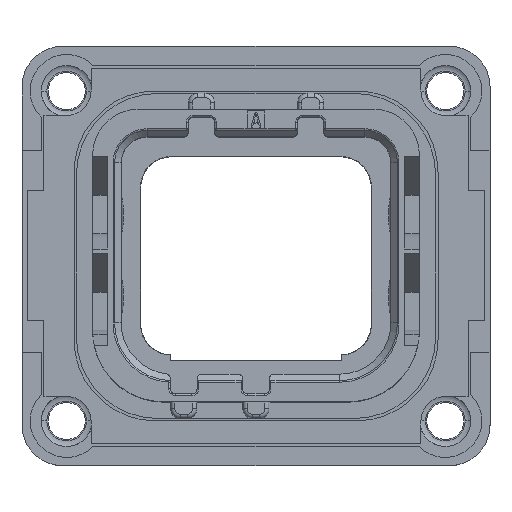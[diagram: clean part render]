
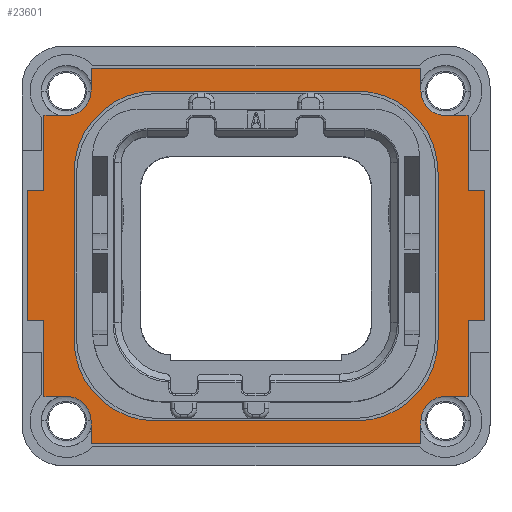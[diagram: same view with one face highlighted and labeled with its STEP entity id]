
A CAD part, top view. The second image highlights one B-rep face of the part: STEP entity #23601.
In plain terms, the highlighted planar face has unit normal (0, 0, 1).
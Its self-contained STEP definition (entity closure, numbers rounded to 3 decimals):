
#1115=DIRECTION('',(0.,-1.,0.));
#1116=VECTOR('',#1115,4.65);
#1117=CARTESIAN_POINT('',(-13.05,-4.,2.31));
#1118=LINE('',#1117,#1116);
#1119=DIRECTION('',(1.,0.,0.));
#1120=VECTOR('',#1119,1.);
#1121=CARTESIAN_POINT('',(-14.05,-4.,2.31));
#1122=LINE('',#1121,#1120);
#1123=DIRECTION('',(0.,-1.,0.));
#1124=VECTOR('',#1123,8.);
#1125=CARTESIAN_POINT('',(-14.05,4.,2.31));
#1126=LINE('',#1125,#1124);
#1127=DIRECTION('',(-1.,0.,0.));
#1128=VECTOR('',#1127,1.);
#1129=CARTESIAN_POINT('',(-13.05,4.,2.31));
#1130=LINE('',#1129,#1128);
#1131=DIRECTION('',(0.,-1.,0.));
#1132=VECTOR('',#1131,4.65);
#1133=CARTESIAN_POINT('',(-13.05,8.65,2.31));
#1134=LINE('',#1133,#1132);
#1135=DIRECTION('',(1.,0.,0.));
#1136=VECTOR('',#1135,1.4);
#1137=CARTESIAN_POINT('',(-13.05,8.65,2.31));
#1138=LINE('',#1137,#1136);
#1139=CARTESIAN_POINT('',(-11.65,10.15,2.31));
#1140=DIRECTION('',(0.,0.,1.));
#1141=DIRECTION('',(0.,-1.,0.));
#1142=AXIS2_PLACEMENT_3D('',#1139,#1140,#1141);
#1144=DIRECTION('',(0.,-1.,0.));
#1145=VECTOR('',#1144,1.4);
#1146=CARTESIAN_POINT('',(-10.15,11.55,2.31));
#1147=LINE('',#1146,#1145);
#1148=DIRECTION('',(-1.,0.,0.));
#1149=VECTOR('',#1148,20.3);
#1150=CARTESIAN_POINT('',(10.15,11.55,2.31));
#1151=LINE('',#1150,#1149);
#1152=DIRECTION('',(0.,-1.,0.));
#1153=VECTOR('',#1152,1.4);
#1154=CARTESIAN_POINT('',(10.15,11.55,2.31));
#1155=LINE('',#1154,#1153);
#1156=CARTESIAN_POINT('',(11.65,10.15,2.31));
#1157=DIRECTION('',(0.,0.,1.));
#1158=DIRECTION('',(-1.,0.,0.));
#1159=AXIS2_PLACEMENT_3D('',#1156,#1157,#1158);
#1161=DIRECTION('',(-1.,0.,0.));
#1162=VECTOR('',#1161,1.4);
#1163=CARTESIAN_POINT('',(13.05,8.65,2.31));
#1164=LINE('',#1163,#1162);
#1165=DIRECTION('',(0.,1.,0.));
#1166=VECTOR('',#1165,4.65);
#1167=CARTESIAN_POINT('',(13.05,4.,2.31));
#1168=LINE('',#1167,#1166);
#1169=DIRECTION('',(-1.,0.,0.));
#1170=VECTOR('',#1169,1.);
#1171=CARTESIAN_POINT('',(14.05,4.,2.31));
#1172=LINE('',#1171,#1170);
#1173=DIRECTION('',(0.,1.,0.));
#1174=VECTOR('',#1173,8.);
#1175=CARTESIAN_POINT('',(14.05,-4.,2.31));
#1176=LINE('',#1175,#1174);
#1177=DIRECTION('',(1.,0.,0.));
#1178=VECTOR('',#1177,1.);
#1179=CARTESIAN_POINT('',(13.05,-4.,2.31));
#1180=LINE('',#1179,#1178);
#1181=DIRECTION('',(0.,1.,0.));
#1182=VECTOR('',#1181,4.65);
#1183=CARTESIAN_POINT('',(13.05,-8.65,2.31));
#1184=LINE('',#1183,#1182);
#1185=DIRECTION('',(-1.,0.,0.));
#1186=VECTOR('',#1185,1.4);
#1187=CARTESIAN_POINT('',(13.05,-8.65,2.31));
#1188=LINE('',#1187,#1186);
#1189=CARTESIAN_POINT('',(11.65,-10.15,2.31));
#1190=DIRECTION('',(0.,0.,1.));
#1191=DIRECTION('',(0.,1.,0.));
#1192=AXIS2_PLACEMENT_3D('',#1189,#1190,#1191);
#1194=DIRECTION('',(0.,1.,0.));
#1195=VECTOR('',#1194,1.4);
#1196=CARTESIAN_POINT('',(10.15,-11.55,2.31));
#1197=LINE('',#1196,#1195);
#1198=DIRECTION('',(1.,0.,0.));
#1199=VECTOR('',#1198,20.3);
#1200=CARTESIAN_POINT('',(-10.15,-11.55,2.31));
#1201=LINE('',#1200,#1199);
#1202=DIRECTION('',(0.,1.,0.));
#1203=VECTOR('',#1202,1.4);
#1204=CARTESIAN_POINT('',(-10.15,-11.55,2.31));
#1205=LINE('',#1204,#1203);
#1206=CARTESIAN_POINT('',(-11.65,-10.15,2.31));
#1207=DIRECTION('',(0.,0.,1.));
#1208=DIRECTION('',(1.,0.,0.));
#1209=AXIS2_PLACEMENT_3D('',#1206,#1207,#1208);
#1211=DIRECTION('',(1.,0.,0.));
#1212=VECTOR('',#1211,1.4);
#1213=CARTESIAN_POINT('',(-13.05,-8.65,2.31));
#1214=LINE('',#1213,#1212);
#1215=DIRECTION('',(0.,-1.,0.));
#1216=VECTOR('',#1215,10.3);
#1217=CARTESIAN_POINT('',(11.2,5.15,2.31));
#1218=LINE('',#1217,#1216);
#1219=DIRECTION('',(1.,0.,0.));
#1220=VECTOR('',#1219,12.4);
#1221=CARTESIAN_POINT('',(-6.2,10.15,2.31));
#1222=LINE('',#1221,#1220);
#1223=DIRECTION('',(0.,1.,0.));
#1224=VECTOR('',#1223,10.3);
#1225=CARTESIAN_POINT('',(-11.2,-5.15,2.31));
#1226=LINE('',#1225,#1224);
#1227=DIRECTION('',(-1.,0.,0.));
#1228=VECTOR('',#1227,12.4);
#1229=CARTESIAN_POINT('',(6.2,-10.15,2.31));
#1230=LINE('',#1229,#1228);
#1335=CARTESIAN_POINT('',(-6.2,-5.15,2.31));
#1336=DIRECTION('',(0.,0.,-1.));
#1337=DIRECTION('',(0.,-1.,0.));
#1338=AXIS2_PLACEMENT_3D('',#1335,#1336,#1337);
#1348=CARTESIAN_POINT('',(6.2,-5.15,2.31));
#1349=DIRECTION('',(0.,0.,-1.));
#1350=DIRECTION('',(1.,0.,0.));
#1351=AXIS2_PLACEMENT_3D('',#1348,#1349,#1350);
#1353=CARTESIAN_POINT('',(-6.2,5.15,2.31));
#1354=DIRECTION('',(0.,0.,-1.));
#1355=DIRECTION('',(-1.,0.,0.));
#1356=AXIS2_PLACEMENT_3D('',#1353,#1354,#1355);
#1366=CARTESIAN_POINT('',(6.2,5.15,2.31));
#1367=DIRECTION('',(0.,0.,-1.));
#1368=DIRECTION('',(0.,1.,0.));
#1369=AXIS2_PLACEMENT_3D('',#1366,#1367,#1368);
#21465=CARTESIAN_POINT('',(-11.2,-5.15,2.31));
#21466=CARTESIAN_POINT('',(-11.2,5.15,2.31));
#21467=VERTEX_POINT('',#21465);
#21468=VERTEX_POINT('',#21466);
#21469=CARTESIAN_POINT('',(-6.2,10.15,2.31));
#21470=CARTESIAN_POINT('',(6.2,10.15,2.31));
#21471=VERTEX_POINT('',#21469);
#21472=VERTEX_POINT('',#21470);
#21473=CARTESIAN_POINT('',(11.2,5.15,2.31));
#21474=CARTESIAN_POINT('',(11.2,-5.15,2.31));
#21475=VERTEX_POINT('',#21473);
#21476=VERTEX_POINT('',#21474);
#21477=CARTESIAN_POINT('',(6.2,-10.15,2.31));
#21478=CARTESIAN_POINT('',(-6.2,-10.15,2.31));
#21479=VERTEX_POINT('',#21477);
#21480=VERTEX_POINT('',#21478);
#21497=CARTESIAN_POINT('',(10.15,10.15,2.31));
#21498=CARTESIAN_POINT('',(11.65,8.65,2.31));
#21499=VERTEX_POINT('',#21497);
#21500=VERTEX_POINT('',#21498);
#21501=CARTESIAN_POINT('',(13.05,8.65,2.31));
#21502=VERTEX_POINT('',#21501);
#21503=CARTESIAN_POINT('',(10.15,11.55,2.31));
#21504=VERTEX_POINT('',#21503);
#21505=CARTESIAN_POINT('',(11.65,-8.65,2.31));
#21506=CARTESIAN_POINT('',(10.15,-10.15,2.31));
#21507=VERTEX_POINT('',#21505);
#21508=VERTEX_POINT('',#21506);
#21509=CARTESIAN_POINT('',(10.15,-11.55,2.31));
#21510=VERTEX_POINT('',#21509);
#21511=CARTESIAN_POINT('',(13.05,-8.65,2.31));
#21512=VERTEX_POINT('',#21511);
#21513=CARTESIAN_POINT('',(-10.15,-10.15,2.31));
#21514=CARTESIAN_POINT('',(-11.65,-8.65,2.31));
#21515=VERTEX_POINT('',#21513);
#21516=VERTEX_POINT('',#21514);
#21517=CARTESIAN_POINT('',(-13.05,-8.65,2.31));
#21518=VERTEX_POINT('',#21517);
#21519=CARTESIAN_POINT('',(-10.15,-11.55,2.31));
#21520=VERTEX_POINT('',#21519);
#21521=CARTESIAN_POINT('',(-10.15,11.55,2.31));
#21522=CARTESIAN_POINT('',(-10.15,10.15,2.31));
#21523=VERTEX_POINT('',#21521);
#21524=VERTEX_POINT('',#21522);
#21525=CARTESIAN_POINT('',(-13.05,8.65,2.31));
#21526=CARTESIAN_POINT('',(-11.65,8.65,2.31));
#21527=VERTEX_POINT('',#21525);
#21528=VERTEX_POINT('',#21526);
#21529=CARTESIAN_POINT('',(14.05,-4.,2.31));
#21530=CARTESIAN_POINT('',(14.05,4.,2.31));
#21531=VERTEX_POINT('',#21529);
#21532=VERTEX_POINT('',#21530);
#21533=CARTESIAN_POINT('',(-14.05,4.,2.31));
#21534=CARTESIAN_POINT('',(-14.05,-4.,2.31));
#21535=VERTEX_POINT('',#21533);
#21536=VERTEX_POINT('',#21534);
#21537=CARTESIAN_POINT('',(13.05,-4.,2.31));
#21538=VERTEX_POINT('',#21537);
#21539=CARTESIAN_POINT('',(13.05,4.,2.31));
#21540=VERTEX_POINT('',#21539);
#21541=CARTESIAN_POINT('',(-13.05,4.,2.31));
#21542=VERTEX_POINT('',#21541);
#21543=CARTESIAN_POINT('',(-13.05,-4.,2.31));
#21544=VERTEX_POINT('',#21543);
#23548=CARTESIAN_POINT('',(0.,0.,2.31));
#23549=DIRECTION('',(0.,0.,1.));
#23550=DIRECTION('',(1.,0.,0.));
#23551=AXIS2_PLACEMENT_3D('',#23548,#23549,#23550);
#23552=PLANE('',#23551);
#23553=ORIENTED_EDGE('',*,*,#23172,.F.);
#23554=ORIENTED_EDGE('',*,*,#23186,.F.);
#23555=ORIENTED_EDGE('',*,*,#23200,.F.);
#23556=ORIENTED_EDGE('',*,*,#23214,.F.);
#23557=ORIENTED_EDGE('',*,*,#23228,.F.);
#23558=ORIENTED_EDGE('',*,*,#23244,.T.);
#23560=ORIENTED_EDGE('',*,*,#23559,.T.);
#23561=ORIENTED_EDGE('',*,*,#23303,.F.);
#23562=ORIENTED_EDGE('',*,*,#23319,.F.);
#23563=ORIENTED_EDGE('',*,*,#23335,.T.);
#23565=ORIENTED_EDGE('',*,*,#23564,.T.);
#23566=ORIENTED_EDGE('',*,*,#23394,.F.);
#23567=ORIENTED_EDGE('',*,*,#23410,.F.);
#23568=ORIENTED_EDGE('',*,*,#23424,.F.);
#23569=ORIENTED_EDGE('',*,*,#23438,.F.);
#23570=ORIENTED_EDGE('',*,*,#23452,.F.);
#23571=ORIENTED_EDGE('',*,*,#23466,.F.);
#23572=ORIENTED_EDGE('',*,*,#23482,.T.);
#23574=ORIENTED_EDGE('',*,*,#23573,.T.);
#23575=ORIENTED_EDGE('',*,*,#23540,.F.);
#23576=ORIENTED_EDGE('',*,*,#23080,.F.);
#23577=ORIENTED_EDGE('',*,*,#23097,.T.);
#23579=ORIENTED_EDGE('',*,*,#23578,.T.);
#23580=ORIENTED_EDGE('',*,*,#23156,.F.);
#23581=EDGE_LOOP('',(#23553,#23554,#23555,#23556,#23557,#23558,#23560,#23561,
#23562,#23563,#23565,#23566,#23567,#23568,#23569,#23570,#23571,#23572,#23574,
#23575,#23576,#23577,#23579,#23580));
#23582=FACE_OUTER_BOUND('',#23581,.F.);
#23584=ORIENTED_EDGE('',*,*,#23583,.F.);
#23586=ORIENTED_EDGE('',*,*,#23585,.F.);
#23588=ORIENTED_EDGE('',*,*,#23587,.F.);
#23590=ORIENTED_EDGE('',*,*,#23589,.F.);
#23592=ORIENTED_EDGE('',*,*,#23591,.F.);
#23594=ORIENTED_EDGE('',*,*,#23593,.F.);
#23596=ORIENTED_EDGE('',*,*,#23595,.F.);
#23598=ORIENTED_EDGE('',*,*,#23597,.F.);
#23599=EDGE_LOOP('',(#23584,#23586,#23588,#23590,#23592,#23594,#23596,#23598));
#23600=FACE_BOUND('',#23599,.F.);
#23601=ADVANCED_FACE('',(#23582,#23600),#23552,.T.);
#1143=CIRCLE('',#1142,1.5);
#1160=CIRCLE('',#1159,1.5);
#1193=CIRCLE('',#1192,1.5);
#1210=CIRCLE('',#1209,1.5);
#1339=CIRCLE('',#1338,5.);
#1352=CIRCLE('',#1351,5.);
#1357=CIRCLE('',#1356,5.);
#1370=CIRCLE('',#1369,5.);
#23080=EDGE_CURVE('',#21520,#21510,#1201,.T.);
#23097=EDGE_CURVE('',#21520,#21515,#1205,.T.);
#23156=EDGE_CURVE('',#21518,#21516,#1214,.T.);
#23172=EDGE_CURVE('',#21544,#21518,#1118,.T.);
#23186=EDGE_CURVE('',#21536,#21544,#1122,.T.);
#23200=EDGE_CURVE('',#21535,#21536,#1126,.T.);
#23214=EDGE_CURVE('',#21542,#21535,#1130,.T.);
#23228=EDGE_CURVE('',#21527,#21542,#1134,.T.);
#23244=EDGE_CURVE('',#21527,#21528,#1138,.T.);
#23303=EDGE_CURVE('',#21523,#21524,#1147,.T.);
#23319=EDGE_CURVE('',#21504,#21523,#1151,.T.);
#23335=EDGE_CURVE('',#21504,#21499,#1155,.T.);
#23394=EDGE_CURVE('',#21502,#21500,#1164,.T.);
#23410=EDGE_CURVE('',#21540,#21502,#1168,.T.);
#23424=EDGE_CURVE('',#21532,#21540,#1172,.T.);
#23438=EDGE_CURVE('',#21531,#21532,#1176,.T.);
#23452=EDGE_CURVE('',#21538,#21531,#1180,.T.);
#23466=EDGE_CURVE('',#21512,#21538,#1184,.T.);
#23482=EDGE_CURVE('',#21512,#21507,#1188,.T.);
#23540=EDGE_CURVE('',#21510,#21508,#1197,.T.);
#23559=EDGE_CURVE('',#21528,#21524,#1143,.T.);
#23564=EDGE_CURVE('',#21499,#21500,#1160,.T.);
#23573=EDGE_CURVE('',#21507,#21508,#1193,.T.);
#23578=EDGE_CURVE('',#21515,#21516,#1210,.T.);
#23583=EDGE_CURVE('',#21475,#21476,#1218,.T.);
#23585=EDGE_CURVE('',#21472,#21475,#1370,.T.);
#23587=EDGE_CURVE('',#21471,#21472,#1222,.T.);
#23589=EDGE_CURVE('',#21468,#21471,#1357,.T.);
#23591=EDGE_CURVE('',#21467,#21468,#1226,.T.);
#23593=EDGE_CURVE('',#21480,#21467,#1339,.T.);
#23595=EDGE_CURVE('',#21479,#21480,#1230,.T.);
#23597=EDGE_CURVE('',#21476,#21479,#1352,.T.);
